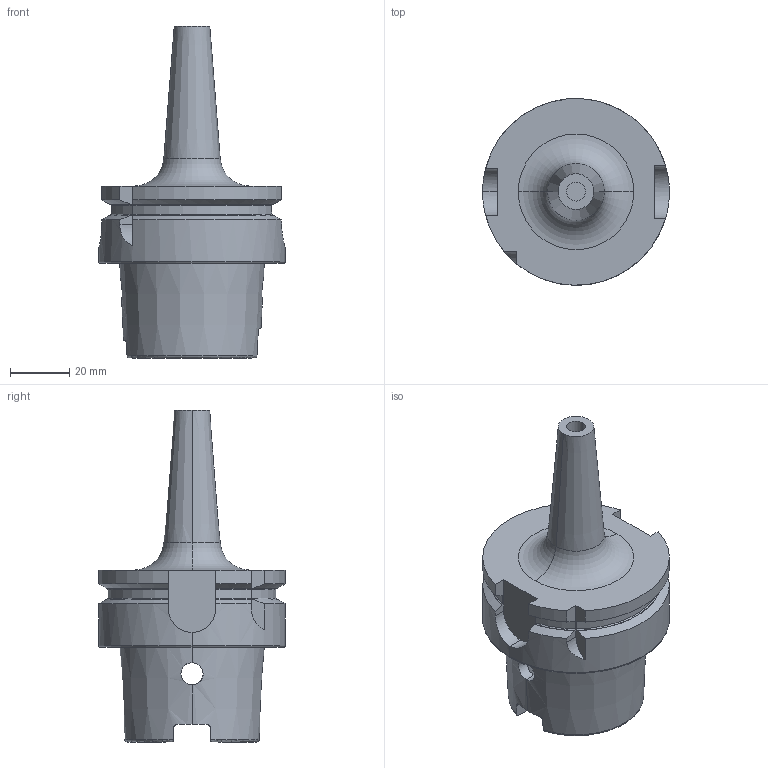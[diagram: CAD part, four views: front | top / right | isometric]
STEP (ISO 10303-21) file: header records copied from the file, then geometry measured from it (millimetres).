
FILE_DESCRIPTION (( 'STEP AP203' ), '1' );
FILE_NAME ('STP-SATE-73548.STEP', '2019-06-24T03:28:16', ( '' ), ( '' ), 'SwSTEP 2.0', 'SolidWorks 2017', '' );
FILE_SCHEMA (( 'CONFIG_CONTROL_DESIGN' ));
Length unit declared in the file: millimetre
Products named in the file (1): STP-SATE-73548
Bounding box: 63 x 63 x 112 mm (x, y, z)
Volume: 96910.1 mm3; surface area: 24560.8 mm2
Topology: 1 solids, 1 shells, 97 faces, 257 edges, 163 vertices
Faces by surface type: cylinder 32, plane 29, torus 22, cone 14
Entity records: 3620 total; most frequent: CARTESIAN_POINT 1171, ORIENTED_EDGE 514, DIRECTION 489, EDGE_CURVE 257, AXIS2_PLACEMENT_3D 199, VERTEX_POINT 163, EDGE_LOOP 102, CIRCLE 101
